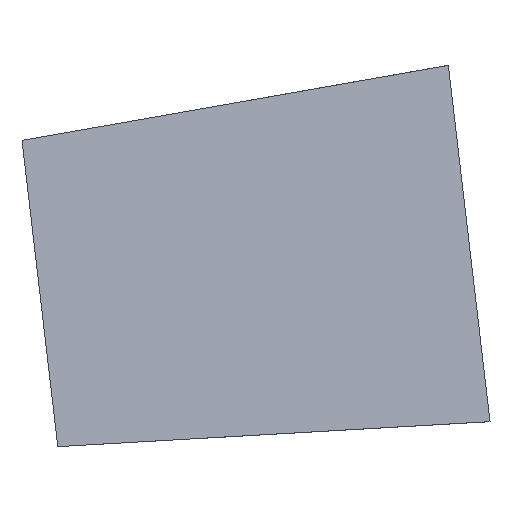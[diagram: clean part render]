
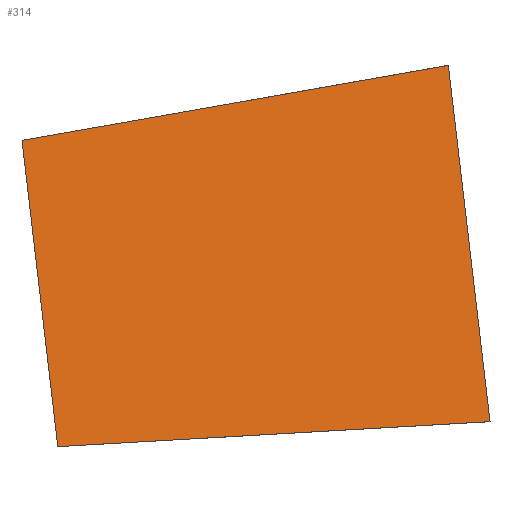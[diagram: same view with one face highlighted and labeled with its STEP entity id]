
A CAD part, top view. The second image highlights one B-rep face of the part: STEP entity #314.
In plain terms, the highlighted planar face has unit normal (0.229, 0.027, 0.973).
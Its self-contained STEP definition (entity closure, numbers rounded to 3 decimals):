
#43 = PLANE('',#44);
#44 = AXIS2_PLACEMENT_3D('',#45,#46,#47);
#45 = CARTESIAN_POINT('',(8501.353,998.106,
    -5649.681));
#46 = DIRECTION('',(0.993,0.116,0.));
#47 = DIRECTION('',(0.,0.,-1.));
#69 = PLANE('',#70);
#70 = AXIS2_PLACEMENT_3D('',#71,#72,#73);
#71 = CARTESIAN_POINT('',(-1.639,28.146,0.));
#72 = DIRECTION('',(0.058,-0.998,0.));
#73 = DIRECTION('',(0.,0.,-1.));
#95 = PLANE('',#96);
#96 = AXIS2_PLACEMENT_3D('',#97,#98,#99);
#97 = CARTESIAN_POINT('',(1479.559,177.376,
    -10996.864));
#98 = DIRECTION('',(0.888,0.104,-0.448));
#99 = DIRECTION('',(-0.451,0.,-0.893)
  );
#119 = PLANE('',#120);
#120 = AXIS2_PLACEMENT_3D('',#121,#122,#123);
#121 = CARTESIAN_POINT('',(6.425,-36.438,0.));
#122 = DIRECTION('',(0.174,-0.985,0.));
#123 = DIRECTION('',(0.,0.,-1.));
#134 = VERTEX_POINT('',#135);
#135 = CARTESIAN_POINT('',(8448.29,1452.091,
    6008.048));
#154 = EDGE_CURVE('',#134,#155,#157,.T.);
#155 = VERTEX_POINT('',#156);
#156 = CARTESIAN_POINT('',(8556.464,526.598,
    6008.048));
#157 = SURFACE_CURVE('',#158,(#162,#168),.PCURVE_S1.);
#158 = LINE('',#159,#160);
#159 = CARTESIAN_POINT('',(8501.353,998.106,
    6008.048));
#160 = VECTOR('',#161,1.);
#161 = DIRECTION('',(0.116,-0.993,0.)
  );
#162 = PCURVE('',#43,#163);
#163 = DEFINITIONAL_REPRESENTATION('',(#164),#167);
#164 = B_SPLINE_CURVE_WITH_KNOTS('',1,(#165,#166),.UNSPECIFIED.,.F.,.F.,
  (2,2),(-550.255,567.897),.PIECEWISE_BEZIER_KNOTS.);
#165 = CARTESIAN_POINT('',(-11657.729,550.254));
#166 = CARTESIAN_POINT('',(-11657.729,-567.897));
#167 = ( GEOMETRIC_REPRESENTATION_CONTEXT(2) 
PARAMETRIC_REPRESENTATION_CONTEXT() REPRESENTATION_CONTEXT('2D SPACE',''
  ) );
#168 = PCURVE('',#169,#174);
#169 = PLANE('',#170);
#170 = AXIS2_PLACEMENT_3D('',#171,#172,#173);
#171 = CARTESIAN_POINT('',(-5589.011,-648.822,
    9366.808));
#172 = DIRECTION('',(0.229,0.027,0.973));
#173 = DIRECTION('',(0.973,0.,-0.229)
  );
#174 = DEFINITIONAL_REPRESENTATION('',(#175),#178);
#175 = B_SPLINE_CURVE_WITH_KNOTS('',1,(#176,#177),.UNSPECIFIED.,.F.,.F.,
  (2,2),(-550.255,567.897),.PIECEWISE_BEZIER_KNOTS.);
#176 = CARTESIAN_POINT('',(14422.901,2194.247));
#177 = CARTESIAN_POINT('',(14549.263,1083.258));
#178 = ( GEOMETRIC_REPRESENTATION_CONTEXT(2) 
PARAMETRIC_REPRESENTATION_CONTEXT() REPRESENTATION_CONTEXT('2D SPACE',''
  ) );
#204 = VERTEX_POINT('',#205);
#205 = CARTESIAN_POINT('',(9736.34,1679.209,
    5698.907));
#224 = EDGE_CURVE('',#204,#134,#225,.T.);
#225 = SURFACE_CURVE('',#226,(#230,#236),.PCURVE_S1.);
#226 = LINE('',#227,#228);
#227 = CARTESIAN_POINT('',(-1874.273,-368.056,
    8485.532));
#228 = VECTOR('',#229,1.);
#229 = DIRECTION('',(-0.958,-0.169,0.23));
#230 = PCURVE('',#119,#231);
#231 = DEFINITIONAL_REPRESENTATION('',(#232),#235);
#232 = B_SPLINE_CURVE_WITH_KNOTS('',1,(#233,#234),.UNSPECIFIED.,.F.,.F.,
  (2,2),(-12256.796,-10635.509),
  .PIECEWISE_BEZIER_KNOTS.);
#233 = CARTESIAN_POINT('',(-5666.193,10018.422));
#234 = CARTESIAN_POINT('',(-6039.125,8440.61));
#235 = ( GEOMETRIC_REPRESENTATION_CONTEXT(2) 
PARAMETRIC_REPRESENTATION_CONTEXT() REPRESENTATION_CONTEXT('2D SPACE',''
  ) );
#236 = PCURVE('',#169,#237);
#237 = DEFINITIONAL_REPRESENTATION('',(#238),#241);
#238 = B_SPLINE_CURVE_WITH_KNOTS('',1,(#239,#240),.UNSPECIFIED.,.F.,.F.,
  (2,2),(-12256.796,-10635.509),
  .PIECEWISE_BEZIER_KNOTS.);
#239 = CARTESIAN_POINT('',(15898.22,2352.906));
#240 = CARTESIAN_POINT('',(14300.269,2078.824));
#241 = ( GEOMETRIC_REPRESENTATION_CONTEXT(2) 
PARAMETRIC_REPRESENTATION_CONTEXT() REPRESENTATION_CONTEXT('2D SPACE',''
  ) );
#249 = EDGE_CURVE('',#204,#250,#252,.T.);
#250 = VERTEX_POINT('',#251);
#251 = CARTESIAN_POINT('',(9862.172,602.647,
    5698.907));
#252 = SURFACE_CURVE('',#253,(#257,#263),.PCURVE_S1.);
#253 = LINE('',#254,#255);
#254 = CARTESIAN_POINT('',(9798.232,1149.689,
    5698.907));
#255 = VECTOR('',#256,1.);
#256 = DIRECTION('',(0.116,-0.993,0.)
  );
#257 = PCURVE('',#95,#258);
#258 = DEFINITIONAL_REPRESENTATION('',(#259),#262);
#259 = B_SPLINE_CURVE_WITH_KNOTS('',1,(#260,#261),.UNSPECIFIED.,.F.,.F.,
  (2,2),(-644.671,679.357),.PIECEWISE_BEZIER_KNOTS.);
#260 = CARTESIAN_POINT('',(-18619.378,1621.377));
#261 = CARTESIAN_POINT('',(-18688.673,299.164));
#262 = ( GEOMETRIC_REPRESENTATION_CONTEXT(2) 
PARAMETRIC_REPRESENTATION_CONTEXT() REPRESENTATION_CONTEXT('2D SPACE',''
  ) );
#263 = PCURVE('',#169,#264);
#264 = DEFINITIONAL_REPRESENTATION('',(#265),#268);
#265 = B_SPLINE_CURVE_WITH_KNOTS('',1,(#266,#267),.UNSPECIFIED.,.F.,.F.,
  (2,2),(-644.671,679.357),.PIECEWISE_BEZIER_KNOTS.);
#266 = CARTESIAN_POINT('',(15745.44,2439.695));
#267 = CARTESIAN_POINT('',(15895.068,1124.149));
#268 = ( GEOMETRIC_REPRESENTATION_CONTEXT(2) 
PARAMETRIC_REPRESENTATION_CONTEXT() REPRESENTATION_CONTEXT('2D SPACE',''
  ) );
#295 = EDGE_CURVE('',#250,#155,#296,.T.);
#296 = SURFACE_CURVE('',#297,(#301,#307),.PCURVE_S1.);
#297 = LINE('',#298,#299);
#298 = CARTESIAN_POINT('',(-1908.335,-82.907,
    8485.705));
#299 = VECTOR('',#300,1.);
#300 = DIRECTION('',(-0.972,-0.057,0.23)
  );
#301 = PCURVE('',#69,#302);
#302 = DEFINITIONAL_REPRESENTATION('',(#303),#306);
#303 = B_SPLINE_CURVE_WITH_KNOTS('',1,(#304,#305),.UNSPECIFIED.,.F.,.F.,
  (2,2),(-12257.544,-10636.258),
  .PIECEWISE_BEZIER_KNOTS.);
#304 = CARTESIAN_POINT('',(-5666.193,10018.935));
#305 = CARTESIAN_POINT('',(-6039.125,8441.123));
#306 = ( GEOMETRIC_REPRESENTATION_CONTEXT(2) 
PARAMETRIC_REPRESENTATION_CONTEXT() REPRESENTATION_CONTEXT('2D SPACE',''
  ) );
#307 = PCURVE('',#169,#308);
#308 = DEFINITIONAL_REPRESENTATION('',(#309),#312);
#309 = B_SPLINE_CURVE_WITH_KNOTS('',1,(#310,#311),.UNSPECIFIED.,.F.,.F.,
  (2,2),(-12257.544,-10636.258),
  .PIECEWISE_BEZIER_KNOTS.);
#310 = CARTESIAN_POINT('',(16022.53,1259.967));
#311 = CARTESIAN_POINT('',(14403.843,1168.193));
#312 = ( GEOMETRIC_REPRESENTATION_CONTEXT(2) 
PARAMETRIC_REPRESENTATION_CONTEXT() REPRESENTATION_CONTEXT('2D SPACE',''
  ) );
#314 = ADVANCED_FACE('',(#315),#169,.T.);
#315 = FACE_BOUND('',#316,.T.);
#316 = EDGE_LOOP('',(#317,#318,#319,#320));
#317 = ORIENTED_EDGE('',*,*,#249,.F.);
#318 = ORIENTED_EDGE('',*,*,#224,.T.);
#319 = ORIENTED_EDGE('',*,*,#154,.T.);
#320 = ORIENTED_EDGE('',*,*,#295,.F.);
